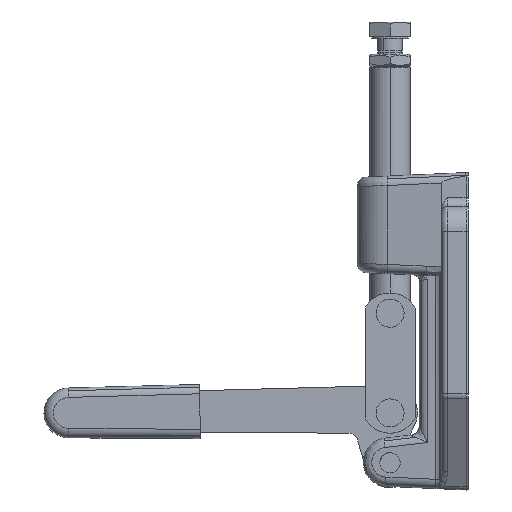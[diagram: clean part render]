
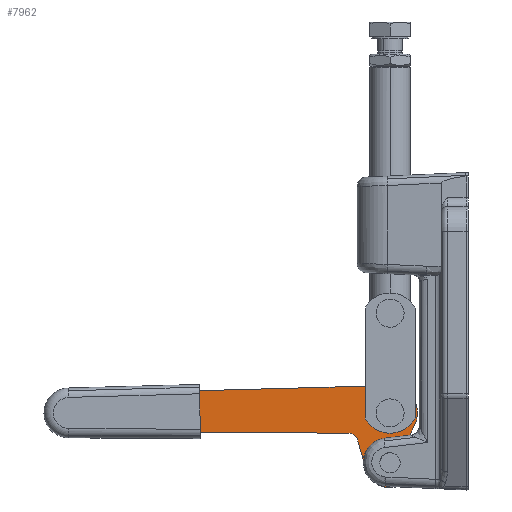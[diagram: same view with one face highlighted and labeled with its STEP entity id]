
A CAD part, left-side view. The second image highlights one B-rep face of the part: STEP entity #7962.
In plain terms, the highlighted planar face has unit normal (-1, 0, 0).
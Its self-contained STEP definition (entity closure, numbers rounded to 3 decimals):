
#6948=CARTESIAN_POINT('',(-20.796,31.299,22.631));
#6949=VERTEX_POINT('',#6948);
#6958=CARTESIAN_POINT('',(-20.796,27.064,20.048));
#6959=VERTEX_POINT('',#6958);
#6960=CARTESIAN_POINT('',(-20.796,27.064,24.811));
#6961=DIRECTION('',(-1.,0.,0.));
#6962=DIRECTION('',(0.,0.889,-0.458));
#6963=AXIS2_PLACEMENT_3D('',#6960,#6961,#6962);
#6964=CIRCLE('',#6963,4.763);
#6965=EDGE_CURVE('',#6949,#6959,#6964,.T.);
#6967=CARTESIAN_POINT('',(-20.796,22.83,26.99));
#6968=VERTEX_POINT('',#6967);
#6969=CARTESIAN_POINT('',(-20.796,27.064,24.811));
#6970=DIRECTION('',(-1.,0.,0.));
#6971=DIRECTION('',(0.,0.889,-0.458));
#6972=AXIS2_PLACEMENT_3D('',#6969,#6970,#6971);
#6973=CIRCLE('',#6972,4.763);
#6974=EDGE_CURVE('',#6959,#6968,#6973,.T.);
#7094=CARTESIAN_POINT('',(-20.796,34.214,5.22));
#7095=VERTEX_POINT('',#7094);
#7111=CARTESIAN_POINT('',(-20.796,19.915,12.401));
#7112=VERTEX_POINT('',#7111);
#7119=CARTESIAN_POINT('',(-20.796,27.064,8.811));
#7120=DIRECTION('',(1.0,0.,0.));
#7121=DIRECTION('',(0.,-0.894,0.449));
#7122=AXIS2_PLACEMENT_3D('',#7119,#7120,#7121);
#7123=CIRCLE('',#7122,8.);
#7124=EDGE_CURVE('',#7112,#7095,#7123,.T.);
#7134=CARTESIAN_POINT('',(-20.796,38.521,17.709));
#7135=VERTEX_POINT('',#7134);
#7144=CARTESIAN_POINT('',(-20.796,40.321,18.321));
#7145=VERTEX_POINT('',#7144);
#7146=CARTESIAN_POINT('',(-20.796,40.337,15.321));
#7147=DIRECTION('',(-1.0,0.,0.));
#7148=DIRECTION('',(0.,-0.605,0.796));
#7149=AXIS2_PLACEMENT_3D('',#7146,#7147,#7148);
#7150=CIRCLE('',#7149,3.);
#7151=EDGE_CURVE('',#7135,#7145,#7150,.T.);
#7412=CARTESIAN_POINT('',(-20.796,88.243,31.95));
#7413=VERTEX_POINT('',#7412);
#7428=CARTESIAN_POINT('',(-20.796,87.879,18.58));
#7429=VERTEX_POINT('',#7428);
#7436=CARTESIAN_POINT('',(-20.796,88.243,31.95));
#7437=DIRECTION('',(0.,-0.027,-1.));
#7438=VECTOR('',#7437,13.374);
#7439=LINE('',#7436,#7438);
#7440=EDGE_CURVE('',#7413,#7429,#7439,.T.);
#7680=CARTESIAN_POINT('',(-20.796,40.321,18.321));
#7681=DIRECTION('',(0.0,1.,0.005));
#7682=VECTOR('',#7681,47.559);
#7683=LINE('',#7680,#7682);
#7684=EDGE_CURVE('',#7145,#7429,#7683,.T.);
#7787=CARTESIAN_POINT('',(-20.796,37.45,16.138));
#7788=VERTEX_POINT('',#7787);
#7795=CARTESIAN_POINT('',(-20.796,40.337,15.321));
#7796=DIRECTION('',(-1.0,0.,0.));
#7797=DIRECTION('',(0.,-0.605,0.796));
#7798=AXIS2_PLACEMENT_3D('',#7795,#7796,#7797);
#7799=CIRCLE('',#7798,3.);
#7800=EDGE_CURVE('',#7788,#7135,#7799,.T.);
#7811=CARTESIAN_POINT('',(-20.796,34.762,6.633));
#7812=VERTEX_POINT('',#7811);
#7813=CARTESIAN_POINT('',(-20.796,27.064,8.811));
#7814=DIRECTION('',(1.0,0.,0.));
#7815=DIRECTION('',(0.,-0.894,0.449));
#7816=AXIS2_PLACEMENT_3D('',#7813,#7814,#7815);
#7817=CIRCLE('',#7816,8.);
#7818=EDGE_CURVE('',#7095,#7812,#7817,.T.);
#7836=CARTESIAN_POINT('',(-20.796,19.575,20.191));
#7837=VERTEX_POINT('',#7836);
#7844=CARTESIAN_POINT('',(-20.796,12.766,15.991));
#7845=DIRECTION('',(-1.0,0.,0.));
#7846=DIRECTION('',(0.,-0.894,0.449));
#7847=AXIS2_PLACEMENT_3D('',#7844,#7845,#7846);
#7848=CIRCLE('',#7847,8.);
#7849=EDGE_CURVE('',#7837,#7112,#7848,.T.);
#7861=CARTESIAN_POINT('',(-20.796,27.304,33.607));
#7862=VERTEX_POINT('',#7861);
#7869=CARTESIAN_POINT('',(-20.796,27.064,24.811));
#7870=DIRECTION('',(1.,0.,0.));
#7871=DIRECTION('',(0.,0.027,1.));
#7872=AXIS2_PLACEMENT_3D('',#7869,#7870,#7871);
#7873=CIRCLE('',#7872,8.8);
#7874=EDGE_CURVE('',#7862,#7837,#7873,.T.);
#7886=CARTESIAN_POINT('',(-20.796,88.243,31.95));
#7887=DIRECTION('',(0.,-1.,0.027));
#7888=VECTOR('',#7887,60.962);
#7889=LINE('',#7886,#7888);
#7890=EDGE_CURVE('',#7413,#7862,#7889,.T.);
#7905=CARTESIAN_POINT('',(-20.796,34.762,6.633));
#7906=DIRECTION('',(0.0,0.272,0.962));
#7907=VECTOR('',#7906,9.877);
#7908=LINE('',#7905,#7907);
#7909=EDGE_CURVE('',#7812,#7788,#7908,.T.);
#7914=CARTESIAN_POINT('',(-20.796,71.65,23.023));
#7915=DIRECTION('',(1.0,0.0,0.0));
#7916=DIRECTION('',(0.0,0.,-1.));
#7917=AXIS2_PLACEMENT_3D('',#7914,#7915,#7916);
#7918=PLANE('',#7917);
#7919=ORIENTED_EDGE('',*,*,#7440,.T.);
#7920=ORIENTED_EDGE('',*,*,#7684,.F.);
#7921=ORIENTED_EDGE('',*,*,#7151,.F.);
#7922=ORIENTED_EDGE('',*,*,#7800,.F.);
#7923=ORIENTED_EDGE('',*,*,#7909,.F.);
#7924=ORIENTED_EDGE('',*,*,#7818,.F.);
#7925=ORIENTED_EDGE('',*,*,#7124,.F.);
#7926=ORIENTED_EDGE('',*,*,#7849,.F.);
#7927=ORIENTED_EDGE('',*,*,#7874,.F.);
#7928=ORIENTED_EDGE('',*,*,#7890,.F.);
#7929=EDGE_LOOP('',(#7919,#7920,#7921,#7922,#7923,#7924,#7925,#7926,#7927,#7928));
#7930=FACE_OUTER_BOUND('',#7929,.T.);
#7931=CARTESIAN_POINT('',(-20.796,27.064,4.048));
#7932=VERTEX_POINT('',#7931);
#7933=CARTESIAN_POINT('',(-20.796,27.064,4.048));
#7934=VERTEX_POINT('',#7933);
#7935=CARTESIAN_POINT('',(-20.796,27.064,8.811));
#7936=DIRECTION('',(-1.0,0.0,0.0));
#7937=DIRECTION('',(0.0,0.0,1.0));
#7938=AXIS2_PLACEMENT_3D('',#7935,#7936,#7937);
#7939=CIRCLE('',#7938,4.763);
#7940=EDGE_CURVE('',#7932,#7934,#7939,.T.);
#7941=ORIENTED_EDGE('',*,*,#7940,.F.);
#7942=CARTESIAN_POINT('',(-20.796,27.064,8.811));
#7943=DIRECTION('',(-1.0,0.0,0.0));
#7944=DIRECTION('',(0.0,0.0,1.0));
#7945=AXIS2_PLACEMENT_3D('',#7942,#7943,#7944);
#7946=CIRCLE('',#7945,4.763);
#7947=EDGE_CURVE('',#7934,#7932,#7946,.T.);
#7948=ORIENTED_EDGE('',*,*,#7947,.F.);
#7949=EDGE_LOOP('',(#7941,#7948));
#7950=FACE_BOUND('',#7949,.T.);
#7951=ORIENTED_EDGE('',*,*,#6974,.F.);
#7952=ORIENTED_EDGE('',*,*,#6965,.F.);
#7953=CARTESIAN_POINT('',(-20.796,27.064,24.811));
#7954=DIRECTION('',(-1.,0.,0.));
#7955=DIRECTION('',(0.,0.889,-0.458));
#7956=AXIS2_PLACEMENT_3D('',#7953,#7954,#7955);
#7957=CIRCLE('',#7956,4.763);
#7958=EDGE_CURVE('',#6968,#6949,#7957,.T.);
#7959=ORIENTED_EDGE('',*,*,#7958,.F.);
#7960=EDGE_LOOP('',(#7951,#7952,#7959));
#7961=FACE_BOUND('',#7960,.T.);
#7962=ADVANCED_FACE('',(#7930,#7950,#7961),#7918,.F.);
